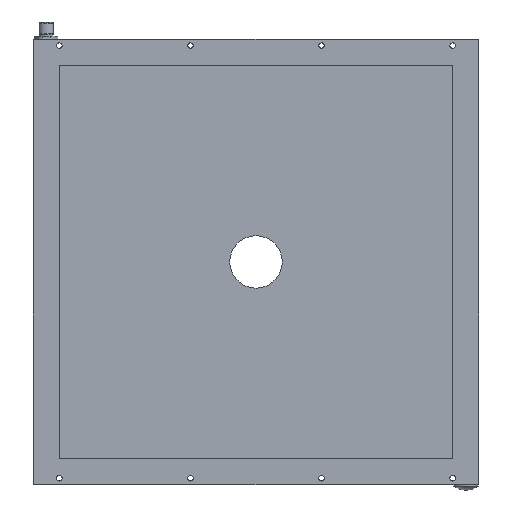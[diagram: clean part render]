
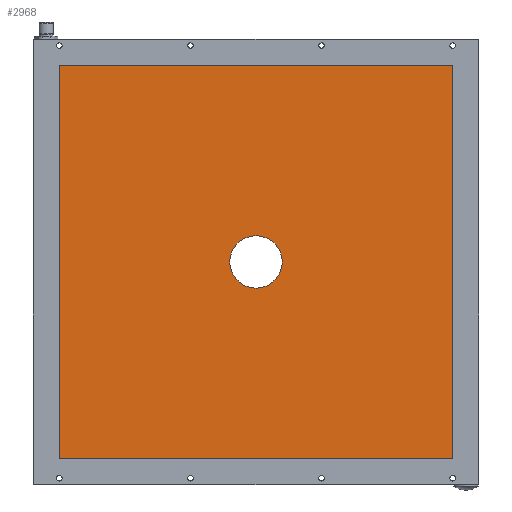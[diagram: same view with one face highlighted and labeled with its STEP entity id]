
A CAD part, front view. The second image highlights one B-rep face of the part: STEP entity #2968.
In plain terms, the highlighted planar face has unit normal (0, -1, 0).
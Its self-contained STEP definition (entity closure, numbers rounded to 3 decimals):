
#221 = DIRECTION ( 'NONE',  ( 1., 0., 0. ) ) ;
#222 = DIRECTION ( 'NONE',  ( 0., 1., 0. ) ) ;
#224 = PLANE ( 'NONE',  #1740 ) ;
#228 = FACE_OUTER_BOUND ( 'NONE', #410, .T. ) ;
#229 = FACE_BOUND ( 'NONE', #627, .T. ) ;
#234 = CARTESIAN_POINT ( 'NONE',  ( 320., 4.1, -14. ) ) ;
#292 = ORIENTED_EDGE ( 'NONE', *, *, #3027, .F. ) ;
#326 = CARTESIAN_POINT ( 'NONE',  ( 20., 4.1, -320. ) ) ;
#410 = EDGE_LOOP ( 'NONE', ( #5438, #292, #5455, #5191 ) ) ;
#627 = EDGE_LOOP ( 'NONE', ( #5286 ) ) ;
#836 = VECTOR ( 'NONE', #1638, 1000. ) ;
#1069 = VERTEX_POINT ( 'NONE', #326 ) ;
#1088 = VERTEX_POINT ( 'NONE', #1089 ) ;
#1089 = CARTESIAN_POINT ( 'NONE',  ( 20., 4.1, -20. ) ) ;
#1279 = CARTESIAN_POINT ( 'NONE',  ( 320., 4.1, -320. ) ) ;
#1286 = CARTESIAN_POINT ( 'NONE',  ( 320., 4.1, -20. ) ) ;
#1302 = VERTEX_POINT ( 'NONE', #1286 ) ;
#1310 = VERTEX_POINT ( 'NONE', #1279 ) ;
#1630 = CARTESIAN_POINT ( 'NONE',  ( 0., 4.1, -320. ) ) ;
#1634 = LINE ( 'NONE', #1630, #836 ) ;
#1638 = DIRECTION ( 'NONE',  ( -1., 0., 0. ) ) ;
#1682 = AXIS2_PLACEMENT_3D ( 'NONE', #2690, #2691, #2692 ) ;
#1740 = AXIS2_PLACEMENT_3D ( 'NONE', #234, #222, #221 ) ;
#1754 = VECTOR ( 'NONE', #3742, 1000. ) ;
#1755 = VECTOR ( 'NONE', #3660, 1000. ) ;
#1890 = CIRCLE ( 'NONE', #1682, 20. ) ;
#1892 = VECTOR ( 'NONE', #3773, 1000. ) ;
#2690 = CARTESIAN_POINT ( 'NONE',  ( 170., 4.1, -170. ) ) ;
#2691 = DIRECTION ( 'NONE',  ( 0., 1., 0. ) ) ;
#2692 = DIRECTION ( 'NONE',  ( -1., 0., 0. ) ) ;
#2907 = EDGE_CURVE ( 'NONE', #1310, #1069, #1634, .T. ) ;
#2968 = ADVANCED_FACE ( 'NONE', ( #229, #228 ), #224, .F. ) ;
#2991 = EDGE_CURVE ( 'NONE', #1302, #1310, #3648, .T. ) ;
#3017 = EDGE_CURVE ( 'NONE', #1302, #1088, #3739, .T. ) ;
#3027 = EDGE_CURVE ( 'NONE', #1069, #1088, #3757, .T. ) ;
#3098 = EDGE_CURVE ( 'NONE', #3982, #3982, #1890, .T. ) ;
#3648 = LINE ( 'NONE', #3659, #1755 ) ;
#3659 = CARTESIAN_POINT ( 'NONE',  ( 320., 4.1, -326. ) ) ;
#3660 = DIRECTION ( 'NONE',  ( 0., 0., -1. ) ) ;
#3739 = LINE ( 'NONE', #3741, #1754 ) ;
#3741 = CARTESIAN_POINT ( 'NONE',  ( 340., 4.1, -20. ) ) ;
#3742 = DIRECTION ( 'NONE',  ( -1., 0., 0. ) ) ;
#3757 = LINE ( 'NONE', #3772, #1892 ) ;
#3772 = CARTESIAN_POINT ( 'NONE',  ( 20., 4.1, -14. ) ) ;
#3773 = DIRECTION ( 'NONE',  ( 0., 0., 1. ) ) ;
#3982 = VERTEX_POINT ( 'NONE', #3985 ) ;
#3985 = CARTESIAN_POINT ( 'NONE',  ( 150., 4.1, -170. ) ) ;
#5191 = ORIENTED_EDGE ( 'NONE', *, *, #2991, .F. ) ;
#5286 = ORIENTED_EDGE ( 'NONE', *, *, #3098, .T. ) ;
#5438 = ORIENTED_EDGE ( 'NONE', *, *, #3017, .T. ) ;
#5455 = ORIENTED_EDGE ( 'NONE', *, *, #2907, .F. ) ;
